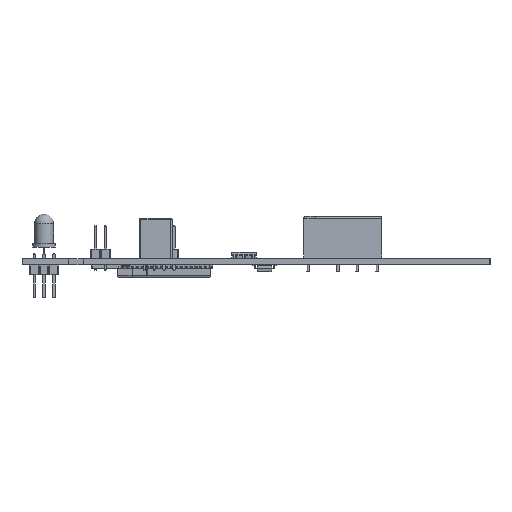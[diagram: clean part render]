
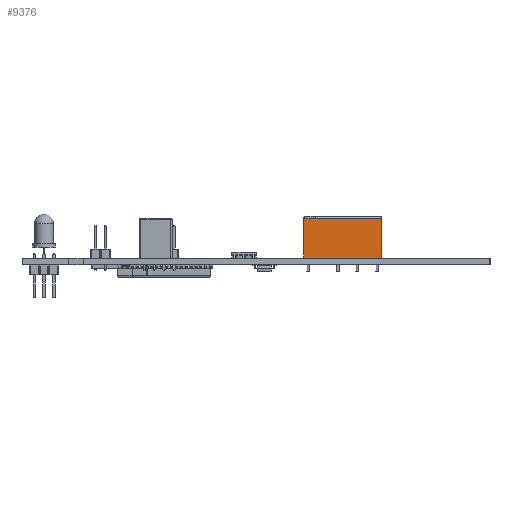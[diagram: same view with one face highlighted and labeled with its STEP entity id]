
A CAD part, left-side view. The second image highlights one B-rep face of the part: STEP entity #9376.
In plain terms, the highlighted face is planar.
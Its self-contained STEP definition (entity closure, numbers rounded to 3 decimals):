
#9053 = VERTEX_POINT('',#9054);
#9054 = CARTESIAN_POINT('',(-1.27,-1.27,0.2));
#9069 = VERTEX_POINT('',#9070);
#9070 = CARTESIAN_POINT('',(18.93,-1.27,0.2));
#9076 = EDGE_CURVE('',#9053,#9069,#9077,.T.);
#9077 = LINE('',#9078,#9079);
#9078 = CARTESIAN_POINT('',(3.78,-1.27,0.2));
#9079 = VECTOR('',#9080,1.);
#9080 = DIRECTION('',(1.,0.,0.));
#9210 = EDGE_CURVE('',#9053,#9211,#9213,.T.);
#9211 = VERTEX_POINT('',#9212);
#9212 = CARTESIAN_POINT('',(-1.27,-1.27,10.5));
#9213 = LINE('',#9214,#9215);
#9214 = CARTESIAN_POINT('',(-1.27,-1.27,0.));
#9215 = VECTOR('',#9216,1.);
#9216 = DIRECTION('',(0.,0.,1.));
#9308 = VERTEX_POINT('',#9309);
#9309 = CARTESIAN_POINT('',(18.93,-1.27,10.5));
#9340 = VERTEX_POINT('',#9341);
#9341 = CARTESIAN_POINT('',(1.73,-1.27,10.5));
#9348 = EDGE_CURVE('',#9340,#9308,#9349,.T.);
#9349 = LINE('',#9350,#9351);
#9350 = CARTESIAN_POINT('',(3.78,-1.27,10.5));
#9351 = VECTOR('',#9352,1.);
#9352 = DIRECTION('',(1.,0.,0.));
#9366 = EDGE_CURVE('',#9069,#9308,#9367,.T.);
#9367 = LINE('',#9368,#9369);
#9368 = CARTESIAN_POINT('',(18.93,-1.27,0.));
#9369 = VECTOR('',#9370,1.);
#9370 = DIRECTION('',(0.,0.,1.));
#9376 = ADVANCED_FACE('',(#9377),#9389,.T.);
#9377 = FACE_BOUND('',#9378,.T.);
#9378 = EDGE_LOOP('',(#9379,#9380,#9381,#9382,#9388));
#9379 = ORIENTED_EDGE('',*,*,#9076,.T.);
#9380 = ORIENTED_EDGE('',*,*,#9366,.T.);
#9381 = ORIENTED_EDGE('',*,*,#9348,.F.);
#9382 = ORIENTED_EDGE('',*,*,#9383,.T.);
#9383 = EDGE_CURVE('',#9340,#9211,#9384,.T.);
#9384 = LINE('',#9385,#9386);
#9385 = CARTESIAN_POINT('',(-0.52,-1.27,10.5));
#9386 = VECTOR('',#9387,1.);
#9387 = DIRECTION('',(-1.,0.,0.));
#9388 = ORIENTED_EDGE('',*,*,#9210,.F.);
#9389 = PLANE('',#9390);
#9390 = AXIS2_PLACEMENT_3D('',#9391,#9392,#9393);
#9391 = CARTESIAN_POINT('',(-1.27,-1.27,0.));
#9392 = DIRECTION('',(0.,-1.,0.));
#9393 = DIRECTION('',(1.,0.,0.));
